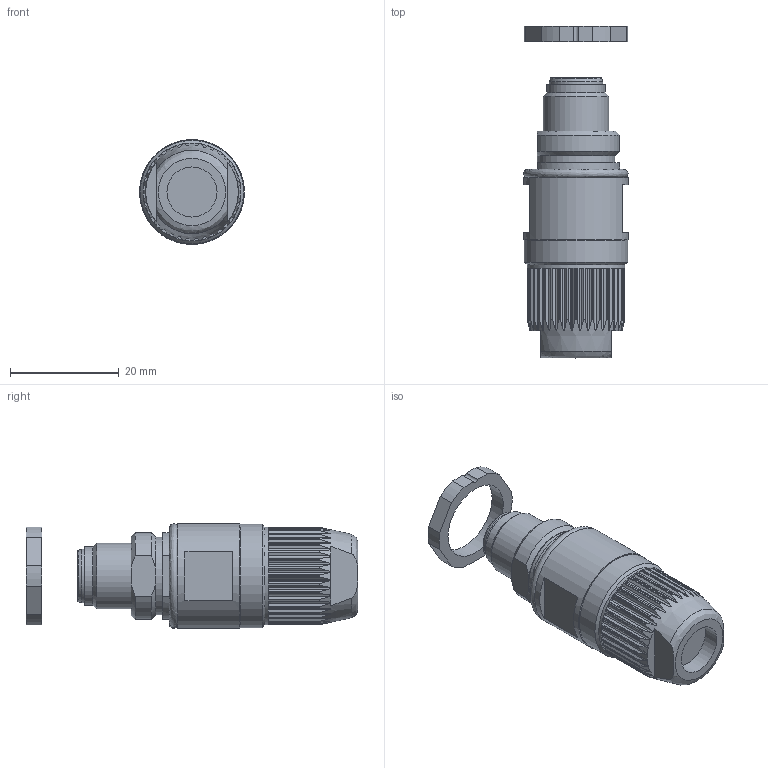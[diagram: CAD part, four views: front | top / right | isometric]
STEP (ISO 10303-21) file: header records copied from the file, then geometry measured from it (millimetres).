
FILE_DESCRIPTION(/* description */ (''),/* implementation_level */ '2;1');
FILE_NAME(/* name */ '100570958ugm000_c.stp',/* time_stamp */ '2019-09-04T08:51:20+02:00',/* author */ (''),/* organization */ (''),/* preprocessor_version */ 'ST-DEVELOPER v16.7',/* originating_system */ 'SIEMENS PLM Software NX 12.0',/* authorisation */ '');
FILE_SCHEMA (('AUTOMOTIVE_DESIGN { 1 0 10303 214 3 1 1 1 }'));
Length unit declared in the file: millimetre
Products named in the file (1): 100570958ugm000_c
Bounding box: 19.3 x 61 x 19.3 mm (x, y, z)
Volume: 10718.6 mm3; surface area: 4731.4 mm2
Topology: 2 solids, 2 shells, 444 faces, 1254 edges, 837 vertices
Faces by surface type: plane 251, cylinder 174, bspline 12, cone 7
Full cylindrical faces by diameter (mm): 1 x4, 1.05 x5, 1.6 x4, 8.35 x1, 9.2 x1, 9.849 x1, 10.7 x1, 12 x1, 14.2 x1, 14.38 x1, 16 x1, 18 x1, 19 x1, 19.3 x1
Entity records: 18304 total; most frequent: CARTESIAN_POINT 4042, ORIENTED_EDGE 2398, DIRECTION 2294, EDGE_CURVE 1199, AXIS2_PLACEMENT_3D 881, VERTEX_POINT 828, LINE 532, VECTOR 532
